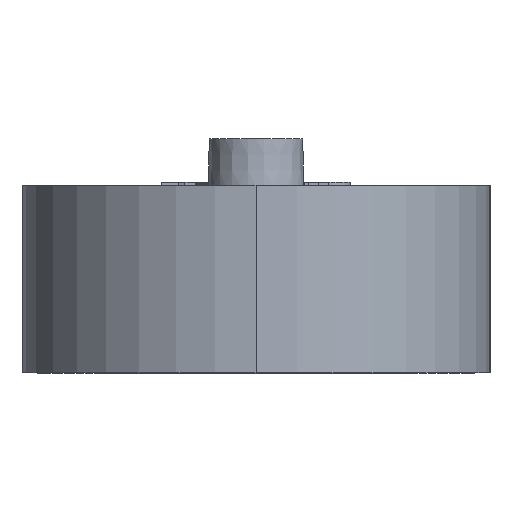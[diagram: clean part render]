
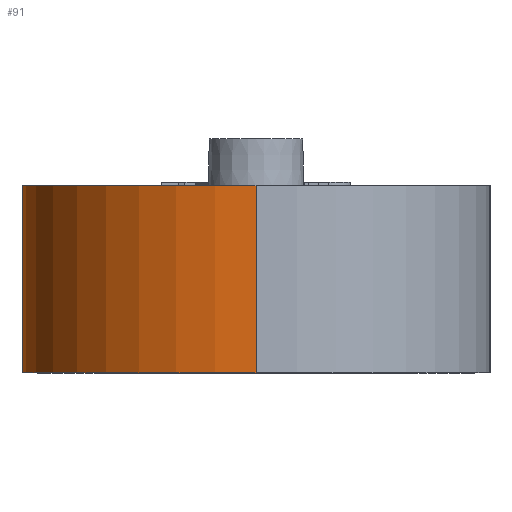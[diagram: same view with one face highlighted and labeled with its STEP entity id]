
A CAD part, left-side view. The second image highlights one B-rep face of the part: STEP entity #91.
In plain terms, the highlighted cylindrical face has radius 12.5 mm (diameter 25 mm), a partial arc.
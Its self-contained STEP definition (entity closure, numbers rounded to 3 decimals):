
#91 = ADVANCED_FACE( '', ( #728 ), #729, .T. );
#728 = FACE_OUTER_BOUND( '', #2046, .T. );
#729 = CYLINDRICAL_SURFACE( '', #2047, 12.5 );
#2046 = EDGE_LOOP( '', ( #3475, #3476, #3477, #3478 ) );
#2047 = AXIS2_PLACEMENT_3D( '', #3479, #3480, #3481 );
#3475 = ORIENTED_EDGE( '', *, *, #8237, .T. );
#3476 = ORIENTED_EDGE( '', *, *, #8306, .F. );
#3477 = ORIENTED_EDGE( '', *, *, #8310, .F. );
#3478 = ORIENTED_EDGE( '', *, *, #8311, .T. );
#3479 = CARTESIAN_POINT( '', ( -65.5, 0., 0. ) );
#3480 = DIRECTION( '', ( 0., 0., -1. ) );
#3481 = DIRECTION( '', ( -1., 0., 0. ) );
#8237 = EDGE_CURVE( '', #9795, #9793, #9796, .T. );
#8306 = EDGE_CURVE( '', #9925, #9793, #9927, .T. );
#8310 = EDGE_CURVE( '', #9933, #9925, #9934, .T. );
#8311 = EDGE_CURVE( '', #9933, #9795, #9935, .T. );
#9793 = VERTEX_POINT( '', #12370 );
#9795 = VERTEX_POINT( '', #12373 );
#9796 = CIRCLE( '', #12374, 12.5 );
#9925 = VERTEX_POINT( '', #12544 );
#9927 = LINE( '', #12547, #12548 );
#9933 = VERTEX_POINT( '', #12557 );
#9934 = CIRCLE( '', #12558, 12.5 );
#9935 = LINE( '', #12559, #12560 );
#12370 = CARTESIAN_POINT( '', ( -65.5, 12.5, 10. ) );
#12373 = CARTESIAN_POINT( '', ( -78., 0., 10. ) );
#12374 = AXIS2_PLACEMENT_3D( '', #16371, #16372, #16373 );
#12544 = CARTESIAN_POINT( '', ( -65.5, 12.5, 0. ) );
#12547 = CARTESIAN_POINT( '', ( -65.5, 12.5, 0. ) );
#12548 = VECTOR( '', #16494, 1000. );
#12557 = CARTESIAN_POINT( '', ( -78., 0., 0. ) );
#12558 = AXIS2_PLACEMENT_3D( '', #16498, #16499, #16500 );
#12559 = CARTESIAN_POINT( '', ( -78., 0., 0. ) );
#12560 = VECTOR( '', #16501, 1000. );
#16371 = CARTESIAN_POINT( '', ( -65.5, 0., 10. ) );
#16372 = DIRECTION( '', ( 0., 0., -1. ) );
#16373 = DIRECTION( '', ( 0., 1., 0. ) );
#16494 = DIRECTION( '', ( 0., 0., 1. ) );
#16498 = CARTESIAN_POINT( '', ( -65.5, 0., 0. ) );
#16499 = DIRECTION( '', ( 0., 0., -1. ) );
#16500 = DIRECTION( '', ( 0., 1., 0. ) );
#16501 = DIRECTION( '', ( 0., 0., 1. ) );
